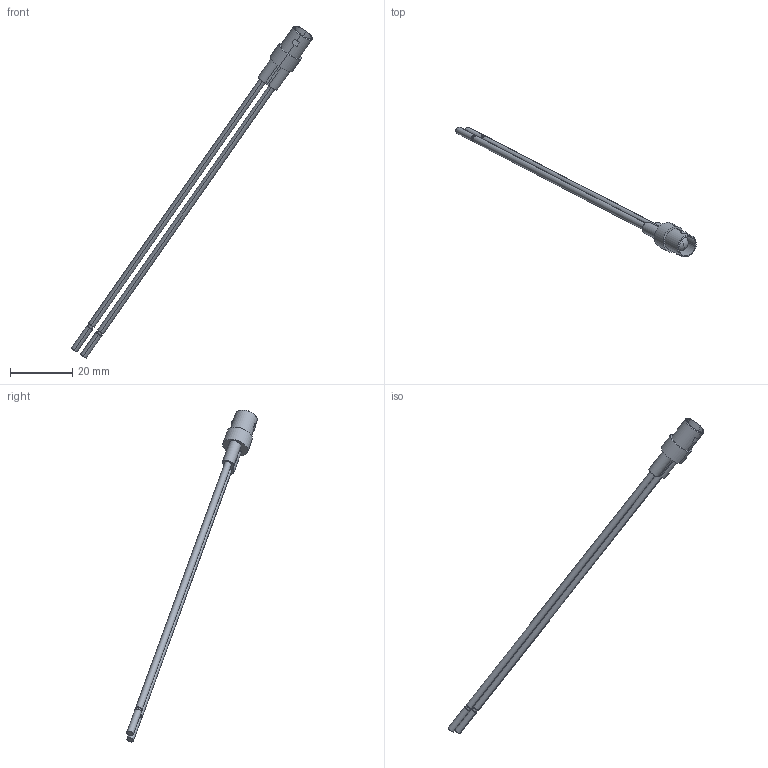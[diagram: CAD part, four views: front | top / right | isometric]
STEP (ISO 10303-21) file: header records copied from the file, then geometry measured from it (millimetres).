
FILE_DESCRIPTION(('CATIA V5 STEP Exchange'),'2;1');
FILE_NAME('0230LD@.stp','2023-09-25T06:38:14+00:00',('none'),('none'),'CATIA Version 5-6 Release 2016 SP6','CATIA V5 STEP AP203','none');
FILE_SCHEMA(('CONFIG_CONTROL_DESIGN'));
Length unit declared in the file: millimetre
Products named in the file (1): 0230LD@
Assembly tree (2 placements, depth 2):
  0230LD@
    #57
    #101
Bounding box: 77.12 x 41.83 x 106.41 mm (x, y, z)
Volume: 1335.9 mm3; surface area: 2702 mm2
Topology: 5 solids, 5 shells, 82 faces, 184 edges, 122 vertices
Faces by surface type: plane 41, cylinder 31, torus 6, cone 2, sphere 2
Entity records: 2201 total; most frequent: CARTESIAN_POINT 432, ORIENTED_EDGE 360, DIRECTION 283, EDGE_CURVE 180, AXIS2_PLACEMENT_3D 145, VERTEX_POINT 118, EDGE_LOOP 96, CIRCLE 89
